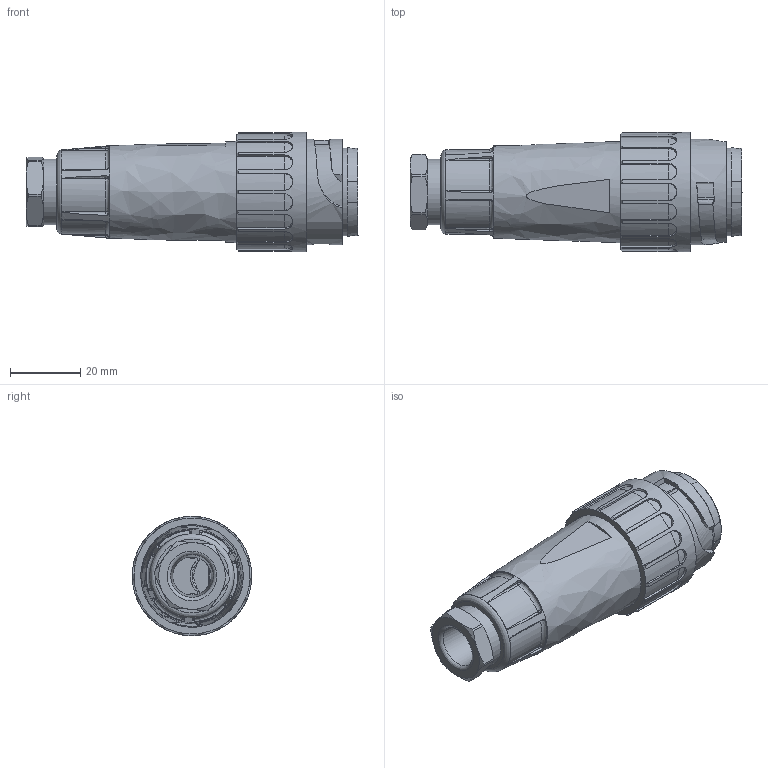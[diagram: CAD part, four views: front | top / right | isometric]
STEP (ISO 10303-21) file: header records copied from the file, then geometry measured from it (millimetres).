
FILE_DESCRIPTION((''),'2;1');
FILE_NAME('C016_10I017_002_1_3D_Modell.stp', '2012-01-18T08:55:26',('User'),('SDRC'),'I-DEAS Master Series','UNIX','Yes');
FILE_SCHEMA(('CONFIG_CONTROL_DESIGN', 'GEOMETRIC_VALIDATION_PROPERTIES_MIM','SHAPE_APPEARANCE_LAYER_MIM'));
Length unit declared in the file: millimetre
Assembly tree (12 placements, depth 0):
Bounding box: 94.52 x 33.99 x 34 mm (x, y, z)
Volume: 34986.7 mm3; surface area: 31397.5 mm2
Topology: 12 solids, 12 shells, 716 faces, 1798 edges, 1112 vertices
Faces by surface type: bspline 716
Entity records: 25495 total; most frequent: CARTESIAN_POINT 12534, ORIENTED_EDGE 3484, EDGE_CURVE 1742, VERTEX_POINT 1096, OVER_RIDING_STYLED_ITEM 833, EDGE_LOOP 766, FACE_OUTER_BOUND 703, ADVANCED_FACE 703
